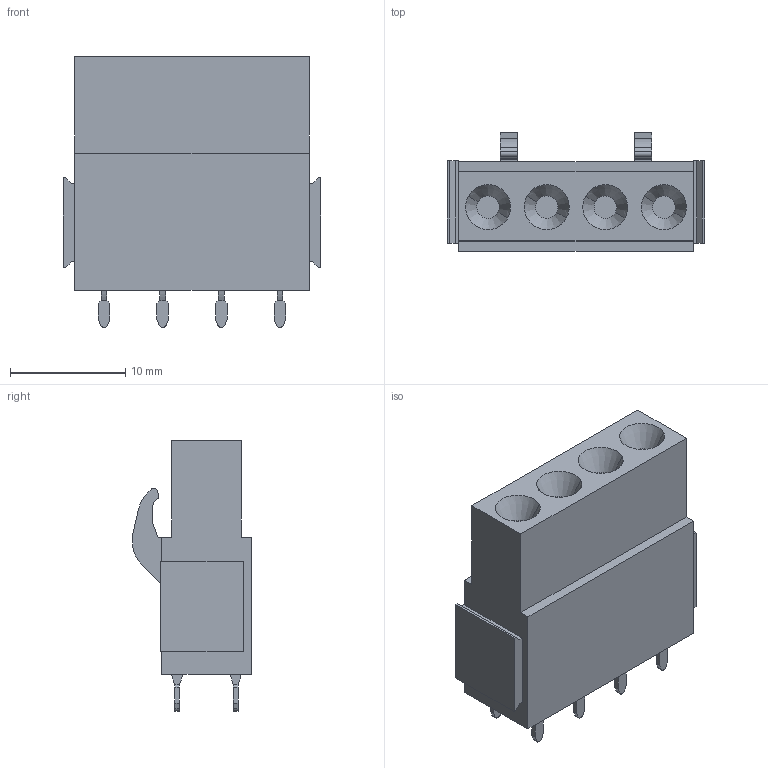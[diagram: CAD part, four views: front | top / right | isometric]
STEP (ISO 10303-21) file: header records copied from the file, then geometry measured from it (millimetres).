
FILE_DESCRIPTION(('CATIA V5 STEP','CAx-IF Rec.Pracs.--- Model Styling and Organization---1.2---2011-12-15'),'2;1');
FILE_NAME ('D1454379_0', '2018-09-01T02:54:39+00:00', ('none'), ('Weidmueller'), 'CATIA Version 5-6 Release 2014', 'CATIA V5 STEP AP214', 'none');
FILE_SCHEMA(('AUTOMOTIVE_DESIGN { 1 0 10303 214 1 1 1 1 }'));
Length unit declared in the file: millimetre
Products named in the file (1): 1682750000
Bounding box: 22.32 x 10.28 x 23.45 mm (x, y, z)
Volume: 2987.6 mm3; surface area: 1726.7 mm2
Topology: 9 solids, 9 shells, 254 faces, 622 edges, 400 vertices
Faces by surface type: plane 208, cylinder 38, cone 8
Entity records: 6850 total; most frequent: ORIENTED_EDGE 1244, CARTESIAN_POINT 1192, DIRECTION 960, EDGE_CURVE 622, VECTOR 530, LINE 530, VERTEX_POINT 400, EDGE_LOOP 268
